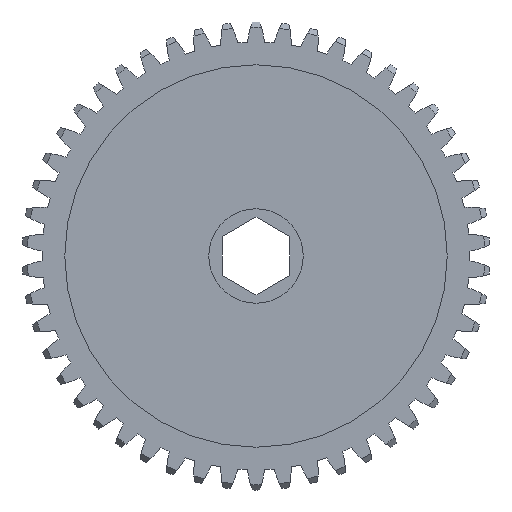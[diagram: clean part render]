
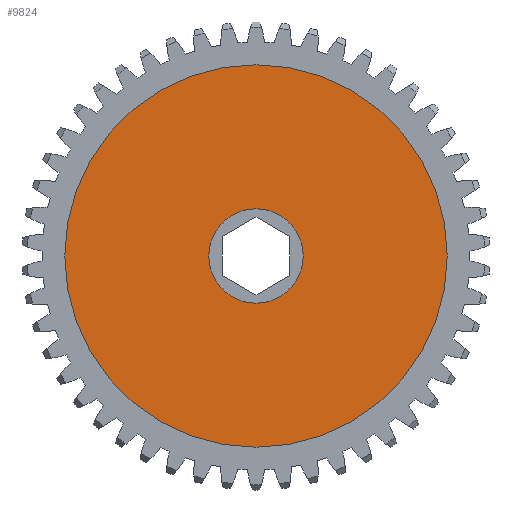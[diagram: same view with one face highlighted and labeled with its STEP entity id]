
A CAD part, left-side view. The second image highlights one B-rep face of the part: STEP entity #9824.
In plain terms, the highlighted planar face has unit normal (-1, 0, 0).
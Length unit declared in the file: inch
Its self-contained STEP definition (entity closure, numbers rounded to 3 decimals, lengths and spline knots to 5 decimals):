
#306 = CIRCLE ( 'NONE', #6740, 0.2625 ) ;
#545 = CIRCLE ( 'NONE', #5503, 1.0625 ) ;
#553 = ORIENTED_EDGE ( 'NONE', *, *, #640, .T. ) ;
#640 = EDGE_CURVE ( 'NONE', #5593, #9148, #1885, .T. ) ;
#657 = DIRECTION ( 'NONE',  ( 0., 0., -1. ) ) ;
#1187 = EDGE_CURVE ( 'NONE', #4915, #3622, #545, .T. ) ;
#1194 = EDGE_CURVE ( 'NONE', #3622, #4915, #10468, .T. ) ;
#1522 = PLANE ( 'NONE',  #4937 ) ;
#1885 = CIRCLE ( 'NONE', #3357, 0.2625 ) ;
#1889 = CARTESIAN_POINT ( 'NONE',  ( 0.1375, 0., 0.2625 ) ) ;
#2096 = CARTESIAN_POINT ( 'NONE',  ( 0.1375, 0., 0. ) ) ;
#2126 = DIRECTION ( 'NONE',  ( 1., 0., 0. ) ) ;
#2308 = DIRECTION ( 'NONE',  ( 1., 0., 0. ) ) ;
#3168 = DIRECTION ( 'NONE',  ( 1., 0., 0. ) ) ;
#3357 = AXIS2_PLACEMENT_3D ( 'NONE', #2096, #5603, #9104 ) ;
#3622 = VERTEX_POINT ( 'NONE', #8152 ) ;
#4027 = AXIS2_PLACEMENT_3D ( 'NONE', #10195, #2308, #5822 ) ;
#4744 = EDGE_LOOP ( 'NONE', ( #11076, #8762 ) ) ;
#4915 = VERTEX_POINT ( 'NONE', #5581 ) ;
#4920 = CARTESIAN_POINT ( 'NONE',  ( 0.1375, 0., -0.2625 ) ) ;
#4935 = EDGE_CURVE ( 'NONE', #9148, #5593, #306, .T. ) ;
#4937 = AXIS2_PLACEMENT_3D ( 'NONE', #5035, #8535, #657 ) ;
#5035 = CARTESIAN_POINT ( 'NONE',  ( 0.1375, 0., 0. ) ) ;
#5503 = AXIS2_PLACEMENT_3D ( 'NONE', #11071, #3168, #6682 ) ;
#5581 = CARTESIAN_POINT ( 'NONE',  ( 0.1375, 0., -1.0625 ) ) ;
#5593 = VERTEX_POINT ( 'NONE', #4920 ) ;
#5603 = DIRECTION ( 'NONE',  ( 1., 0., 0. ) ) ;
#5633 = DIRECTION ( 'NONE',  ( 0., 0., -1. ) ) ;
#5822 = DIRECTION ( 'NONE',  ( 0., 0., -1. ) ) ;
#5905 = FACE_OUTER_BOUND ( 'NONE', #4744, .T. ) ;
#6682 = DIRECTION ( 'NONE',  ( 0., 0., -1. ) ) ;
#6740 = AXIS2_PLACEMENT_3D ( 'NONE', #10007, #2126, #5633 ) ;
#8152 = CARTESIAN_POINT ( 'NONE',  ( 0.1375, 0., 1.0625 ) ) ;
#8535 = DIRECTION ( 'NONE',  ( 1., 0., 0. ) ) ;
#8762 = ORIENTED_EDGE ( 'NONE', *, *, #1187, .F. ) ;
#9104 = DIRECTION ( 'NONE',  ( 0., 0., -1. ) ) ;
#9148 = VERTEX_POINT ( 'NONE', #1889 ) ;
#9409 = FACE_BOUND ( 'NONE', #9940, .T. ) ;
#9824 = ADVANCED_FACE ( 'NONE', ( #5905, #9409 ), #1522, .F. ) ;
#9940 = EDGE_LOOP ( 'NONE', ( #553, #11031 ) ) ;
#10007 = CARTESIAN_POINT ( 'NONE',  ( 0.1375, 0., 0. ) ) ;
#10195 = CARTESIAN_POINT ( 'NONE',  ( 0.1375, 0., 0. ) ) ;
#10468 = CIRCLE ( 'NONE', #4027, 1.0625 ) ;
#11031 = ORIENTED_EDGE ( 'NONE', *, *, #4935, .T. ) ;
#11071 = CARTESIAN_POINT ( 'NONE',  ( 0.1375, 0., 0. ) ) ;
#11076 = ORIENTED_EDGE ( 'NONE', *, *, #1194, .F. ) ;
